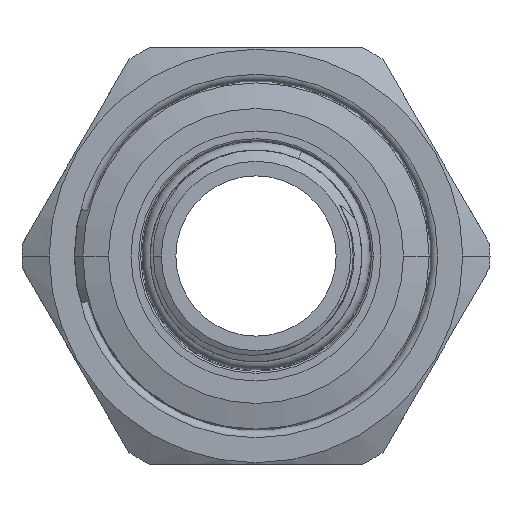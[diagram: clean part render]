
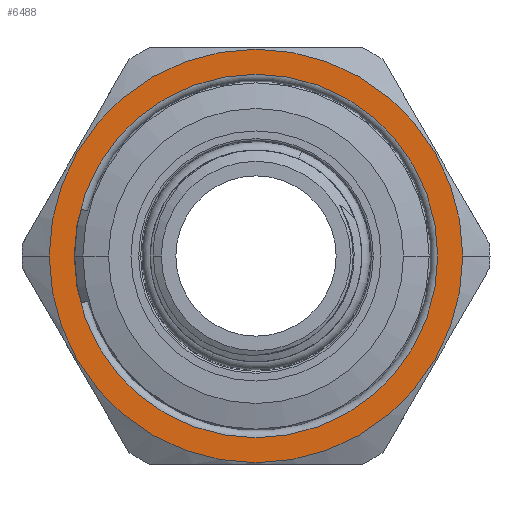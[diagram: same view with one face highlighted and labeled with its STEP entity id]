
A CAD part, left-side view. The second image highlights one B-rep face of the part: STEP entity #6488.
In plain terms, the highlighted planar face has unit normal (-1, 0, 0).
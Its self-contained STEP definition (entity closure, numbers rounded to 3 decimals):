
#4329=CARTESIAN_POINT('',(0.,0.,0.));
#4330=DIRECTION('',(-1.,0.,0.));
#4331=DIRECTION('',(0.,1.,0.));
#4332=AXIS2_PLACEMENT_3D('',#4329,#4330,#4331);
#4334=CARTESIAN_POINT('',(0.,0.,0.));
#4335=DIRECTION('',(1.,0.,0.));
#4336=DIRECTION('',(0.,1.,0.));
#4337=AXIS2_PLACEMENT_3D('',#4334,#4335,#4336);
#4339=CARTESIAN_POINT('',(0.,0.,0.));
#4340=DIRECTION('',(1.,0.,0.));
#4341=DIRECTION('',(0.,1.,0.));
#4342=AXIS2_PLACEMENT_3D('',#4339,#4340,#4341);
#4344=CARTESIAN_POINT('',(0.,0.,0.));
#4345=DIRECTION('',(1.,0.,0.));
#4346=DIRECTION('',(0.,-1.,0.));
#4347=AXIS2_PLACEMENT_3D('',#4344,#4345,#4346);
#5908=CARTESIAN_POINT('',(0.,32.25,0.));
#5909=VERTEX_POINT('',#5908);
#5918=CARTESIAN_POINT('',(0.,-32.25,0.));
#5919=VERTEX_POINT('',#5918);
#5992=CARTESIAN_POINT('',(0.,28.35,0.));
#5993=CARTESIAN_POINT('',(0.,-28.35,0.));
#5994=VERTEX_POINT('',#5992);
#5995=VERTEX_POINT('',#5993);
#6473=CARTESIAN_POINT('',(0.,0.,0.));
#6474=DIRECTION('',(1.,0.,0.));
#6475=DIRECTION('',(0.,-1.,0.));
#6476=AXIS2_PLACEMENT_3D('',#6473,#6474,#6475);
#6477=PLANE('',#6476);
#6478=ORIENTED_EDGE('',*,*,#6452,.F.);
#6479=ORIENTED_EDGE('',*,*,#6468,.T.);
#6480=EDGE_LOOP('',(#6478,#6479));
#6481=FACE_OUTER_BOUND('',#6480,.F.);
#6483=ORIENTED_EDGE('',*,*,#6482,.F.);
#6485=ORIENTED_EDGE('',*,*,#6484,.F.);
#6486=EDGE_LOOP('',(#6483,#6485));
#6487=FACE_BOUND('',#6486,.F.);
#6488=ADVANCED_FACE('',(#6481,#6487),#6477,.F.);
#4333=CIRCLE('',#4332,32.25);
#4338=CIRCLE('',#4337,32.25);
#4343=CIRCLE('',#4342,28.35);
#4348=CIRCLE('',#4347,28.35);
#6452=EDGE_CURVE('',#5909,#5919,#4333,.T.);
#6468=EDGE_CURVE('',#5909,#5919,#4338,.T.);
#6482=EDGE_CURVE('',#5994,#5995,#4343,.T.);
#6484=EDGE_CURVE('',#5995,#5994,#4348,.T.);
